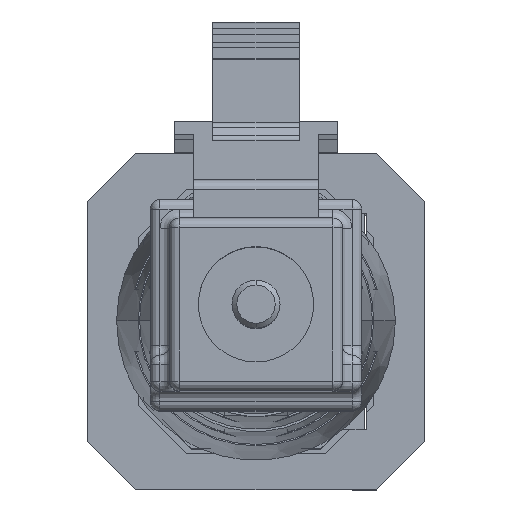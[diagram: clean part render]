
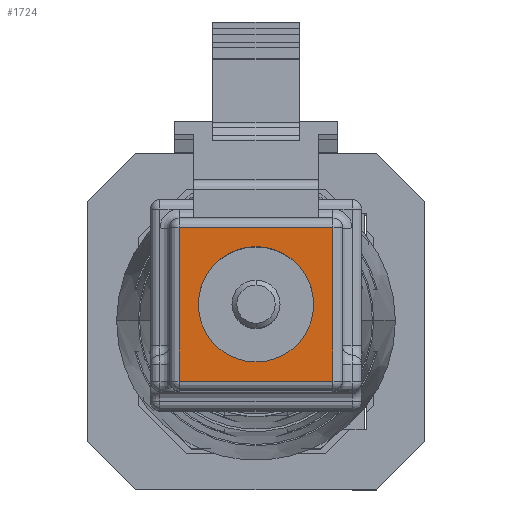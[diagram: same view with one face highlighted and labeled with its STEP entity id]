
A CAD part, top view. The second image highlights one B-rep face of the part: STEP entity #1724.
In plain terms, the highlighted face is planar.
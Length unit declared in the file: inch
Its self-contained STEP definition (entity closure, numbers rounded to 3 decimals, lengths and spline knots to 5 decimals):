
#418 = CARTESIAN_POINT ( 'NONE',  ( 0.09, 0., -0.08 ) ) ;
#441 = CARTESIAN_POINT ( 'NONE',  ( -0.08, 0., -0.09 ) ) ;
#477 = VERTEX_POINT ( 'NONE', #15131 ) ;
#672 = CARTESIAN_POINT ( 'NONE',  ( 0., 0., 0.06 ) ) ;
#737 = EDGE_LOOP ( 'NONE', ( #5899, #15386, #8933, #17136 ) ) ;
#1114 = ORIENTED_EDGE ( 'NONE', *, *, #9163, .F. ) ;
#1433 = LINE ( 'NONE', #17328, #17548 ) ;
#1471 = DIRECTION ( 'NONE',  ( 0., 0., -1. ) ) ;
#1502 = CIRCLE ( 'NONE', #2084, 0.06 ) ;
#1724 = ADVANCED_FACE ( 'Face3', ( #16643, #8345 ), #4418, .T. ) ;
#1852 = VERTEX_POINT ( 'NONE', #672 ) ;
#2084 = AXIS2_PLACEMENT_3D ( 'NONE', #15130, #5320, #1471 ) ;
#2100 = VECTOR ( 'NONE', #3777, 39.37008 ) ;
#2905 = ORIENTED_EDGE ( 'NONE', *, *, #15034, .F. ) ;
#3175 = EDGE_CURVE ( 'NONE', #11908, #11658, #15604, .T. ) ;
#3402 = CARTESIAN_POINT ( 'NONE',  ( 0., 0., -0.06 ) ) ;
#3777 = DIRECTION ( 'NONE',  ( -1., 0., 0. ) ) ;
#3797 = EDGE_CURVE ( 'NONE', #11658, #8999, #1433, .T. ) ;
#3821 = EDGE_CURVE ( 'NONE', #477, #11908, #16603, .T. ) ;
#4418 = PLANE ( 'NONE',  #8427 ) ;
#5320 = DIRECTION ( 'NONE',  ( 0., -1., 0. ) ) ;
#5714 = DIRECTION ( 'NONE',  ( 0., 0., 1. ) ) ;
#5841 = DIRECTION ( 'NONE',  ( 0., 0., -1. ) ) ;
#5899 = ORIENTED_EDGE ( 'NONE', *, *, #3797, .T. ) ;
#5927 = EDGE_LOOP ( 'NONE', ( #1114, #2905 ) ) ;
#6481 = CARTESIAN_POINT ( 'NONE',  ( 0.08, 0., 0.08 ) ) ;
#6595 = VECTOR ( 'NONE', #8630, 39.37008 ) ;
#7524 = CARTESIAN_POINT ( 'NONE',  ( -0.09, 0., 0.08 ) ) ;
#7870 = CARTESIAN_POINT ( 'NONE',  ( -0.08, 0., -0.08 ) ) ;
#8345 = FACE_BOUND ( 'NONE', #5927, .T. ) ;
#8427 = AXIS2_PLACEMENT_3D ( 'NONE', #9767, #9858, #5841 ) ;
#8527 = AXIS2_PLACEMENT_3D ( 'NONE', #16796, #10009, #14109 ) ;
#8630 = DIRECTION ( 'NONE',  ( 1., 0., 0. ) ) ;
#8933 = ORIENTED_EDGE ( 'NONE', *, *, #3821, .T. ) ;
#8999 = VERTEX_POINT ( 'NONE', #6481 ) ;
#9163 = EDGE_CURVE ( 'NONE', #10225, #1852, #1502, .T. ) ;
#9479 = EDGE_CURVE ( 'NONE', #8999, #477, #11798, .T. ) ;
#9767 = CARTESIAN_POINT ( 'NONE',  ( 0.09, 0., 0.09 ) ) ;
#9858 = DIRECTION ( 'NONE',  ( 0., -1., 0. ) ) ;
#9994 = DIRECTION ( 'NONE',  ( 0., 0., -1. ) ) ;
#10009 = DIRECTION ( 'NONE',  ( 0., -1., 0. ) ) ;
#10225 = VERTEX_POINT ( 'NONE', #3402 ) ;
#10551 = CARTESIAN_POINT ( 'NONE',  ( 0.08, 0., -0.08 ) ) ;
#11658 = VERTEX_POINT ( 'NONE', #10551 ) ;
#11798 = LINE ( 'NONE', #7524, #2100 ) ;
#11908 = VERTEX_POINT ( 'NONE', #7870 ) ;
#14109 = DIRECTION ( 'NONE',  ( 0., 0., -1. ) ) ;
#14169 = VECTOR ( 'NONE', #9994, 39.37008 ) ;
#15034 = EDGE_CURVE ( 'NONE', #1852, #10225, #17645, .T. ) ;
#15130 = CARTESIAN_POINT ( 'NONE',  ( 0., 0., 0. ) ) ;
#15131 = CARTESIAN_POINT ( 'NONE',  ( -0.08, 0., 0.08 ) ) ;
#15386 = ORIENTED_EDGE ( 'NONE', *, *, #9479, .T. ) ;
#15604 = LINE ( 'NONE', #418, #6595 ) ;
#16603 = LINE ( 'NONE', #441, #14169 ) ;
#16643 = FACE_OUTER_BOUND ( 'NONE', #737, .T. ) ;
#16796 = CARTESIAN_POINT ( 'NONE',  ( 0., 0., 0. ) ) ;
#17136 = ORIENTED_EDGE ( 'NONE', *, *, #3175, .T. ) ;
#17328 = CARTESIAN_POINT ( 'NONE',  ( 0.08, 0., 0.09 ) ) ;
#17548 = VECTOR ( 'NONE', #5714, 39.37008 ) ;
#17645 = CIRCLE ( 'NONE', #8527, 0.06 ) ;
